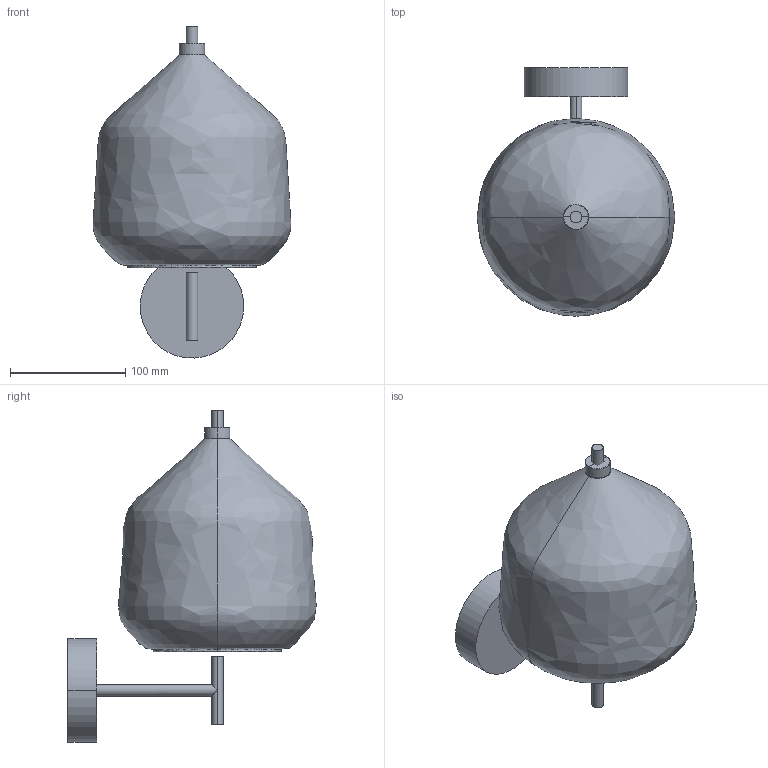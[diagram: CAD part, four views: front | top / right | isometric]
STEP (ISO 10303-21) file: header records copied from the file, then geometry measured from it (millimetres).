
FILE_DESCRIPTION(/* description */ (''),/* implementation_level */ '2;1');
FILE_NAME(/* name */ 'KIT.M.5_X-RAY',/* time_stamp */ '2024-04-09T17:25:28+02:00',/* author */ (''),/* organization */ (''),/* preprocessor_version */ 'ST-DEVELOPER v16.5',/* originating_system */ 'Rhino 7.15',/* authorisation */ '');
FILE_SCHEMA (('CONFIG_CONTROL_DESIGN'));
Length unit declared in the file: millimetre
Products named in the file (1): Document
Bounding box: 171.94 x 215.95 x 288.67 mm (x, y, z)
Volume: 164961.6 mm3; surface area: 280119.9 mm2
Topology: 3 solids, 7 shells, 43 faces, 92 edges, 52 vertices
Faces by surface type: bspline 22, cylinder 16, plane 5
Entity records: 1839 total; most frequent: CARTESIAN_POINT 1214, ORIENTED_EDGE 160, EDGE_CURVE 88, VERTEX_POINT 52, ADVANCED_FACE 43, FACE_OUTER_BOUND 43, EDGE_LOOP 43, DIRECTION 27
